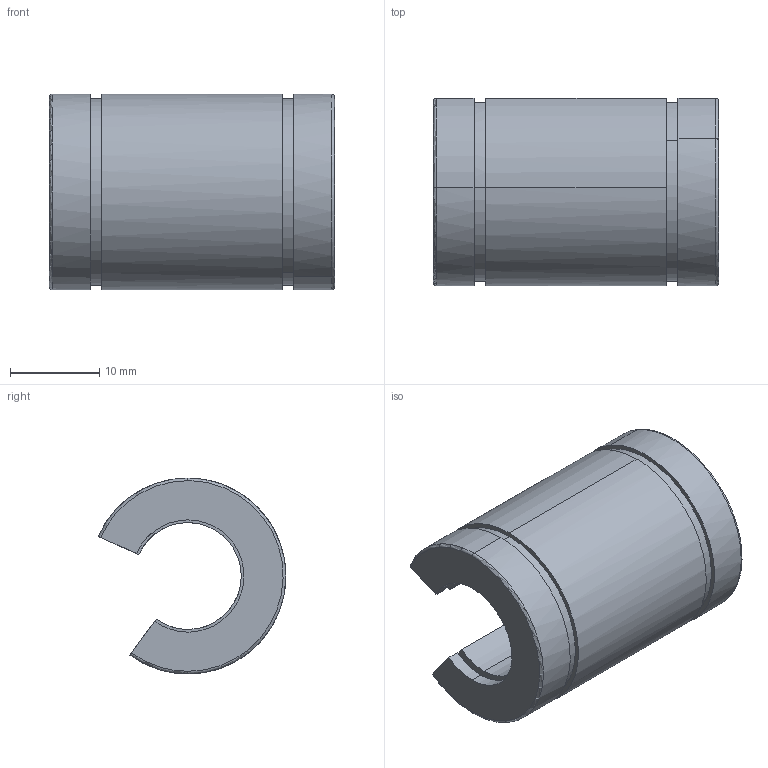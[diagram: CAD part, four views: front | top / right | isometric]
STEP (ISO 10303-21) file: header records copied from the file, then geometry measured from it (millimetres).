
FILE_DESCRIPTION(('CATIA V5 STEP Exchange'),'2;1');
FILE_NAME('sbe12-op.stp','2006-09-07T00:54:06+00:00',('none'),('none'),'CATIA Version 5 Release 14 (IN-10)','CATIA V5 STEP AP214','none');
FILE_SCHEMA(('AUTOMOTIVE_DESIGN { 1 0 10303 214 1 1 1 1 }'));
Length unit declared in the file: millimetre
Products named in the file (1): sbe12-op
Bounding box: 32 x 21.06 x 22 mm (x, y, z)
Volume: 6569 mm3; surface area: 3629.4 mm2
Topology: 1 solids, 1 shells, 48 faces, 134 edges, 88 vertices
Faces by surface type: cylinder 30, plane 12, torus 6
Entity records: 2105 total; most frequent: CARTESIAN_POINT 1004, ORIENTED_EDGE 268, DIRECTION 152, EDGE_CURVE 134, VERTEX_POINT 88, VECTOR 60, LINE 60, AXIS2_PLACEMENT_3D 57
